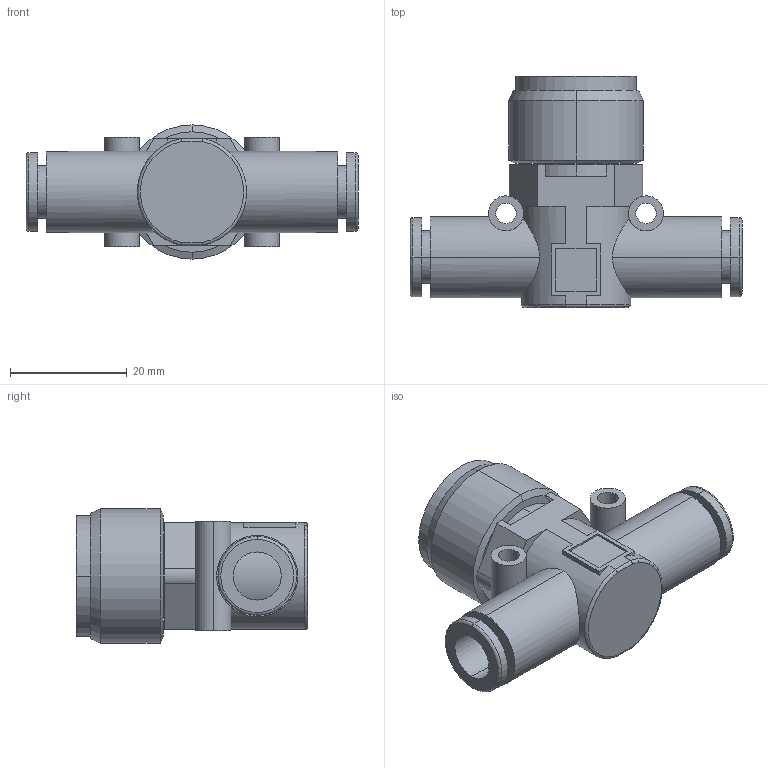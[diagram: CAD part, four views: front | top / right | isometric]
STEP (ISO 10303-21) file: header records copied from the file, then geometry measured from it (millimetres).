
FILE_DESCRIPTION (( 'STEP AP203' ), '1' );
FILE_NAME ('PGU516.step', '2016-02-15T19:54:26', ( '' ), ( '' ), 'SwSTEP 2.0', 'SolidWorks 2015', '' );
FILE_SCHEMA (( 'CONFIG_CONTROL_DESIGN' ));
Length unit declared in the file: millimetre
Products named in the file (1): PGU516
Bounding box: 56.9 x 39.6 x 23 mm (x, y, z)
Volume: 15667.9 mm3; surface area: 10808.5 mm2
Topology: 34 solids, 34 shells, 354 faces, 807 edges, 534 vertices
Faces by surface type: plane 232, cylinder 63, bspline 49, torus 6, cone 4
Entity records: 13074 total; most frequent: CARTESIAN_POINT 5287, ORIENTED_EDGE 1614, DIRECTION 1419, EDGE_CURVE 807, LINE 551, VECTOR 551, VERTEX_POINT 534, AXIS2_PLACEMENT_3D 434
